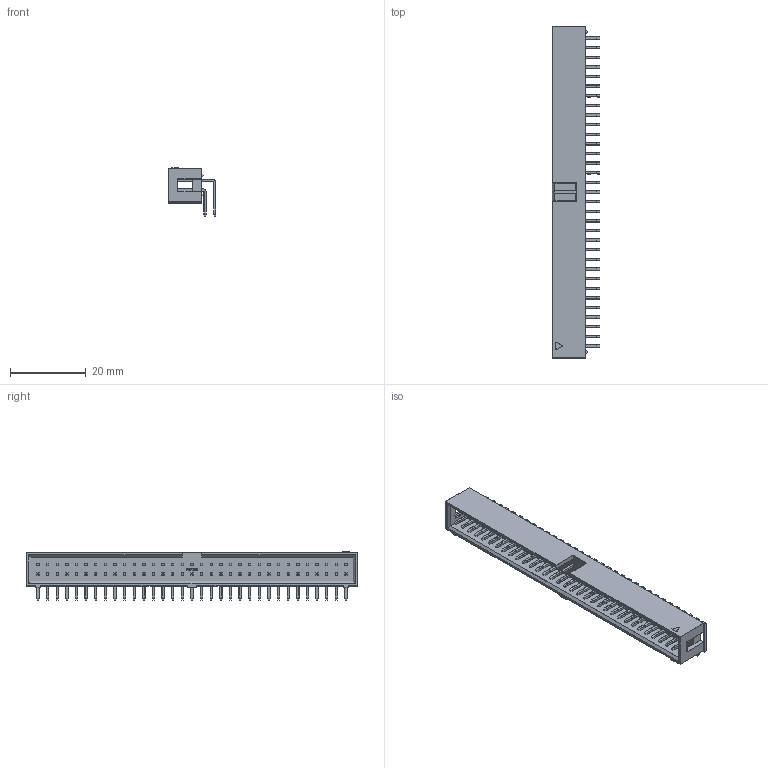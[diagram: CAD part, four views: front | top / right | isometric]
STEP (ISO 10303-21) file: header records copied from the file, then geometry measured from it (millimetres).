
FILE_DESCRIPTION(/* description */ (''),/* implementation_level */ '2;1');
FILE_NAME(/* name */ '66-Pin Shrouded Header (IDC) Right Angle.STEP',/* time_stamp */ '2019-09-21T07:52:31+02:00',/* author */ ('Bernd das Brot'),/* organization */ (''),/* preprocessor_version */ 'ST-DEVELOPER v17',/* originating_system */ 'Autodesk Inventor 2019',/* authorisation */ '');
FILE_SCHEMA (('AUTOMOTIVE_DESIGN { 1 0 10303 214 3 1 1 }'));
Length unit declared in the file: millimetre
Products named in the file (4): 66-Pin Shrouded Header (IDC) Right Angle; Lower Contact; Upper Contact; 66-Pin Shrouded Header Body
Assembly tree (67 placements, depth 2):
  66-Pin Shrouded Header (IDC) Right Angle
    Upper Contact  x33
    Lower Contact  x33
    66-Pin Shrouded Header Body
Bounding box: 12.65 x 87.63 x 12.67 mm (x, y, z)
Volume: 3801.5 mm3; surface area: 7763.1 mm2
Topology: 67 solids, 67 shells, 2614 faces, 6684 edges, 4213 vertices
Faces by surface type: plane 1426, cylinder 780, torus 287, bspline 80, sphere 41
Entity records: 22659 total; most frequent: CARTESIAN_POINT 5062, ORIENTED_EDGE 3632, DIRECTION 3369, EDGE_CURVE 1816, LINE 1345, VECTOR 1345, VERTEX_POINT 1141, AXIS2_PLACEMENT_3D 1012
